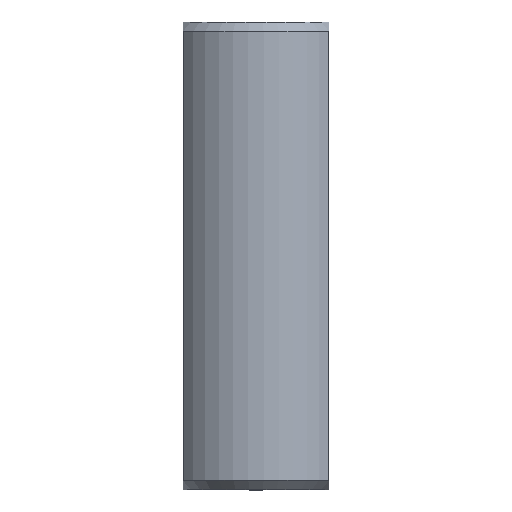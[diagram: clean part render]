
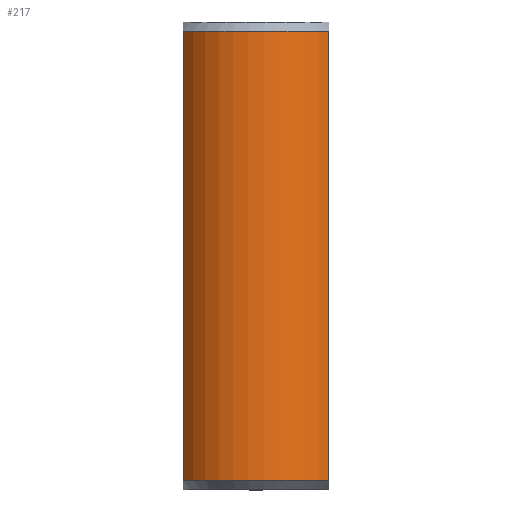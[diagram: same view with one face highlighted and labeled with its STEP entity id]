
A CAD part, top view. The second image highlights one B-rep face of the part: STEP entity #217.
In plain terms, the highlighted cylindrical face has radius 10 mm (diameter 20 mm), a partial arc.
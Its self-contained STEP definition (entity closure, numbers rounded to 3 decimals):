
#17=CYLINDRICAL_SURFACE('',#248,10.);
#21=CIRCLE('',#244,10.);
#24=CIRCLE('',#249,10.);
#42=FACE_OUTER_BOUND('',#55,.T.);
#55=EDGE_LOOP('',(#171,#172,#173,#174));
#67=LINE('',#342,#78);
#73=LINE('',#378,#84);
#78=VECTOR('',#270,10.);
#84=VECTOR('',#278,10.);
#99=VERTEX_POINT('',#337);
#100=VERTEX_POINT('',#341);
#105=VERTEX_POINT('',#356);
#111=VERTEX_POINT('',#374);
#119=EDGE_CURVE('',#100,#99,#67,.T.);
#131=EDGE_CURVE('',#105,#111,#73,.T.);
#133=EDGE_CURVE('',#105,#99,#21,.T.);
#136=EDGE_CURVE('',#100,#111,#24,.T.);
#171=ORIENTED_EDGE('',*,*,#119,.T.);
#172=ORIENTED_EDGE('',*,*,#133,.F.);
#173=ORIENTED_EDGE('',*,*,#131,.T.);
#174=ORIENTED_EDGE('',*,*,#136,.F.);
#217=ADVANCED_FACE('',(#42),#17,.T.);
#244=AXIS2_PLACEMENT_3D('',#381,#283,#284);
#248=AXIS2_PLACEMENT_3D('',#385,#291,#292);
#249=AXIS2_PLACEMENT_3D('',#386,#293,#294);
#270=DIRECTION('',(0.,-1.,0.));
#278=DIRECTION('',(0.,1.,0.));
#283=DIRECTION('center_axis',(0.,-1.,0.));
#284=DIRECTION('ref_axis',(1.,0.,0.));
#291=DIRECTION('center_axis',(0.,1.,0.));
#292=DIRECTION('ref_axis',(1.,0.,0.));
#293=DIRECTION('center_axis',(0.,1.,0.));
#294=DIRECTION('ref_axis',(1.,0.,0.));
#337=CARTESIAN_POINT('',(-7.92,1.,6.105));
#341=CARTESIAN_POINT('',(-7.92,49.8,6.105));
#342=CARTESIAN_POINT('',(-7.92,0.,6.105));
#356=CARTESIAN_POINT('',(7.92,1.,6.105));
#374=CARTESIAN_POINT('',(7.92,49.8,6.105));
#378=CARTESIAN_POINT('',(7.92,0.,6.105));
#381=CARTESIAN_POINT('Origin',(0.,1.,0.));
#385=CARTESIAN_POINT('Origin',(0.,0.,0.));
#386=CARTESIAN_POINT('Origin',(0.,49.8,0.));
